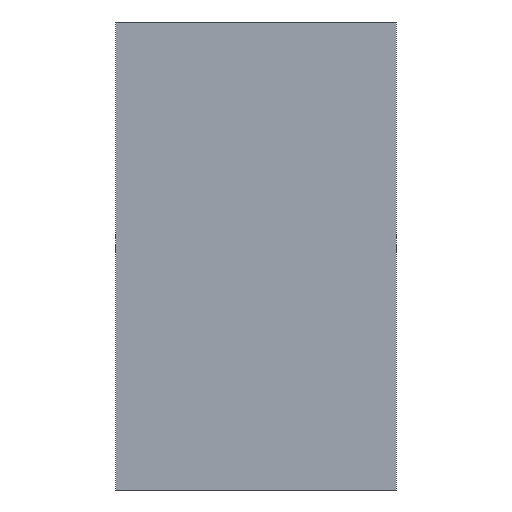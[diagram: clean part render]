
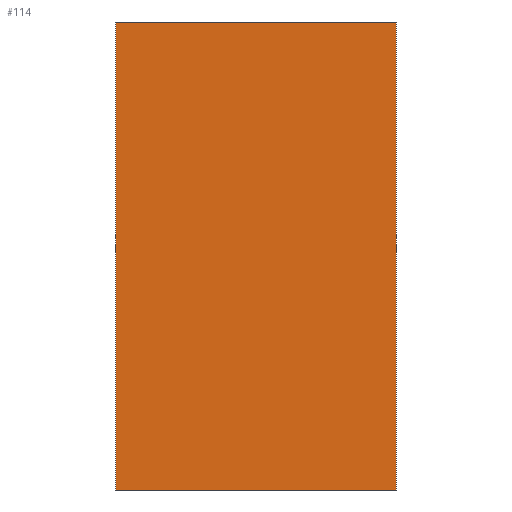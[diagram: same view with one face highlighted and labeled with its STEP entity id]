
A CAD part, front view. The second image highlights one B-rep face of the part: STEP entity #114.
In plain terms, the highlighted planar face has unit normal (0, -1, 0).
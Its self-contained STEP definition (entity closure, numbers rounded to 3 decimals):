
#20=FACE_OUTER_BOUND('',#26,.T.);
#26=EDGE_LOOP('',(#82,#83,#84,#85));
#36=LINE('',#185,#48);
#37=LINE('',#188,#49);
#38=LINE('',#190,#50);
#39=LINE('',#191,#51);
#48=VECTOR('',#156,10.);
#49=VECTOR('',#159,10.);
#50=VECTOR('',#160,10.);
#51=VECTOR('',#161,10.);
#58=VERTEX_POINT('',#181);
#59=VERTEX_POINT('',#183);
#60=VERTEX_POINT('',#187);
#61=VERTEX_POINT('',#189);
#68=EDGE_CURVE('',#58,#59,#36,.T.);
#69=EDGE_CURVE('',#58,#60,#37,.T.);
#70=EDGE_CURVE('',#61,#59,#38,.T.);
#71=EDGE_CURVE('',#60,#61,#39,.T.);
#82=ORIENTED_EDGE('',*,*,#69,.F.);
#83=ORIENTED_EDGE('',*,*,#68,.T.);
#84=ORIENTED_EDGE('',*,*,#70,.F.);
#85=ORIENTED_EDGE('',*,*,#71,.F.);
#100=PLANE('',#140);
#114=ADVANCED_FACE('',(#20),#100,.T.);
#140=AXIS2_PLACEMENT_3D('',#186,#157,#158);
#156=DIRECTION('',(0.,0.,-1.));
#157=DIRECTION('center_axis',(0.,-1.,0.));
#158=DIRECTION('ref_axis',(-1.,0.,0.));
#159=DIRECTION('',(1.,0.,0.));
#160=DIRECTION('',(-1.,0.,0.));
#161=DIRECTION('',(0.,0.,-1.));
#181=CARTESIAN_POINT('',(0.,0.,0.));
#183=CARTESIAN_POINT('',(0.,0.,-75.));
#185=CARTESIAN_POINT('',(0.,0.,0.));
#186=CARTESIAN_POINT('Origin',(45.,0.,0.));
#187=CARTESIAN_POINT('',(45.,0.,0.));
#188=CARTESIAN_POINT('',(0.,0.,0.));
#189=CARTESIAN_POINT('',(45.,0.,-75.));
#190=CARTESIAN_POINT('',(0.,0.,-75.));
#191=CARTESIAN_POINT('',(45.,0.,0.));
